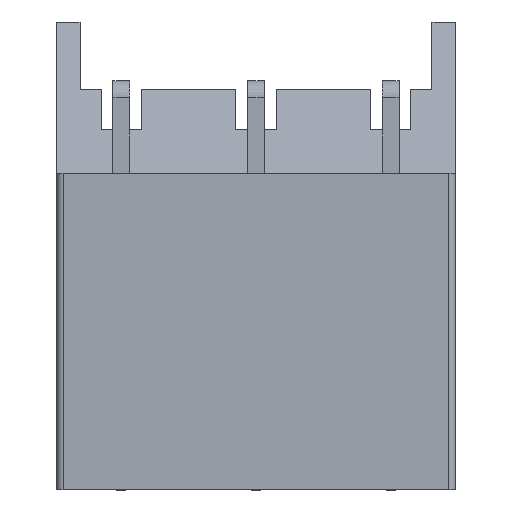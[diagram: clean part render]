
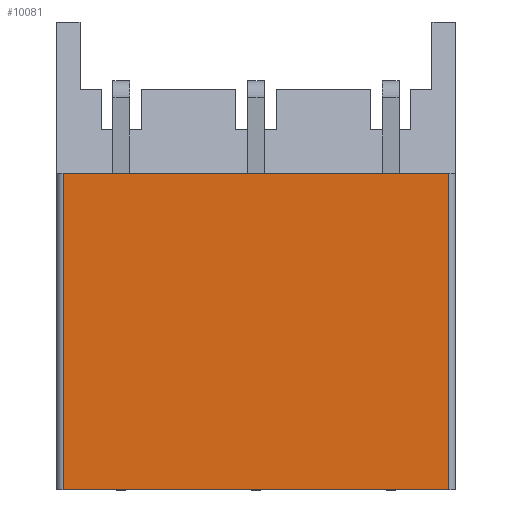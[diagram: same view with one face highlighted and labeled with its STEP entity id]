
A CAD part, top view. The second image highlights one B-rep face of the part: STEP entity #10081.
In plain terms, the highlighted planar face has unit normal (0, 0, 1).
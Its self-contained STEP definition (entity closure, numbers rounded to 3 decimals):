
#18 = VERTEX_POINT ( 'NONE', #2054 ) ;
#145 = VECTOR ( 'NONE', #10755, 1000. ) ;
#337 = VECTOR ( 'NONE', #4316, 1000. ) ;
#1805 = CARTESIAN_POINT ( 'NONE',  ( -5.725, -6.95, 3.85 ) ) ;
#1969 = VECTOR ( 'NONE', #8625, 1000. ) ;
#2054 = CARTESIAN_POINT ( 'NONE',  ( 5.725, 2.45, 3.85 ) ) ;
#2867 = LINE ( 'NONE', #5570, #145 ) ;
#4015 = PLANE ( 'NONE',  #13655 ) ;
#4183 = ORIENTED_EDGE ( 'NONE', *, *, #15259, .T. ) ;
#4316 = DIRECTION ( 'NONE',  ( 0., 1., 0. ) ) ;
#4653 = CARTESIAN_POINT ( 'NONE',  ( 5.725, 0., 3.85 ) ) ;
#5570 = CARTESIAN_POINT ( 'NONE',  ( -5.725, 0., 3.85 ) ) ;
#5887 = DIRECTION ( 'NONE',  ( 1., 0., 0. ) ) ;
#5995 = VERTEX_POINT ( 'NONE', #1805 ) ;
#6918 = LINE ( 'NONE', #13545, #7975 ) ;
#7061 = EDGE_CURVE ( 'NONE', #5995, #12889, #6918, .T. ) ;
#7830 = DIRECTION ( 'NONE',  ( -1., 0., 0. ) ) ;
#7837 = ORIENTED_EDGE ( 'NONE', *, *, #11228, .T. ) ;
#7975 = VECTOR ( 'NONE', #5887, 1000. ) ;
#8063 = EDGE_CURVE ( 'NONE', #16020, #18, #16484, .T. ) ;
#8625 = DIRECTION ( 'NONE',  ( 1., 0., 0. ) ) ;
#10081 = ADVANCED_FACE ( 'NONE', ( #15678 ), #4015, .F. ) ;
#10755 = DIRECTION ( 'NONE',  ( 0., -1., 0. ) ) ;
#10856 = ORIENTED_EDGE ( 'NONE', *, *, #7061, .T. ) ;
#11228 = EDGE_CURVE ( 'NONE', #12889, #18, #16325, .T. ) ;
#11614 = CARTESIAN_POINT ( 'NONE',  ( -5.926, 2.45, 3.85 ) ) ;
#12889 = VERTEX_POINT ( 'NONE', #14021 ) ;
#13068 = CARTESIAN_POINT ( 'NONE',  ( -5.725, 2.45, 3.85 ) ) ;
#13520 = EDGE_LOOP ( 'NONE', ( #10856, #7837, #14796, #4183 ) ) ;
#13545 = CARTESIAN_POINT ( 'NONE',  ( -5.925, -6.95, 3.85 ) ) ;
#13655 = AXIS2_PLACEMENT_3D ( 'NONE', #15836, #14478, #7830 ) ;
#14021 = CARTESIAN_POINT ( 'NONE',  ( 5.725, -6.95, 3.85 ) ) ;
#14478 = DIRECTION ( 'NONE',  ( 0., 0., -1. ) ) ;
#14796 = ORIENTED_EDGE ( 'NONE', *, *, #8063, .F. ) ;
#15259 = EDGE_CURVE ( 'NONE', #16020, #5995, #2867, .T. ) ;
#15678 = FACE_OUTER_BOUND ( 'NONE', #13520, .T. ) ;
#15836 = CARTESIAN_POINT ( 'NONE',  ( 0., 0., 3.85 ) ) ;
#16020 = VERTEX_POINT ( 'NONE', #13068 ) ;
#16325 = LINE ( 'NONE', #4653, #337 ) ;
#16484 = LINE ( 'NONE', #11614, #1969 ) ;
